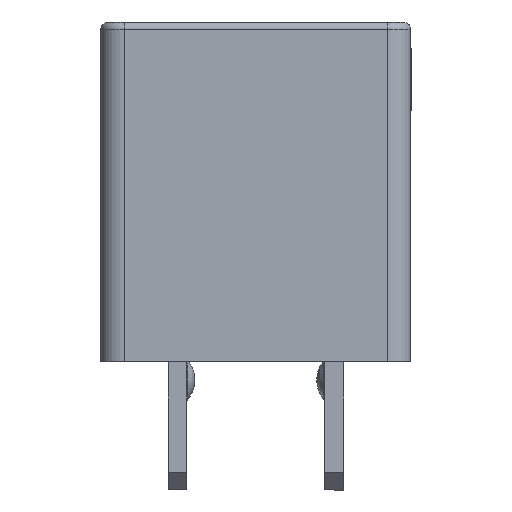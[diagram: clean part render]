
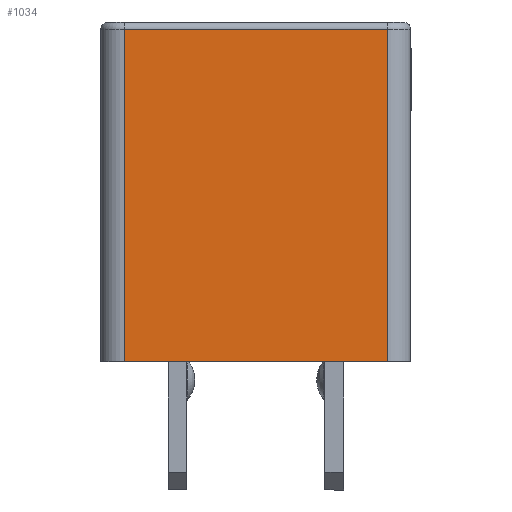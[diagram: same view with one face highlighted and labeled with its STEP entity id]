
A CAD part, left-side view. The second image highlights one B-rep face of the part: STEP entity #1034.
In plain terms, the highlighted planar face has unit normal (-1, 0, 0).
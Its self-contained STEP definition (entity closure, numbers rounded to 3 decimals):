
#315 = CARTESIAN_POINT ( 'NONE',  ( -9.498, 2.705, 2.989 ) ) ;
#754 = DIRECTION ( 'NONE',  ( 0., -1., 0. ) ) ;
#1034 = ADVANCED_FACE ( 'NONE', ( #9971 ), #20695, .F. ) ;
#1069 = VECTOR ( 'NONE', #13530, 1000. ) ;
#1424 = EDGE_CURVE ( 'NONE', #6918, #5198, #17527, .T. ) ;
#2137 = CARTESIAN_POINT ( 'NONE',  ( -9.498, -3.01, -4.225 ) ) ;
#2156 = CARTESIAN_POINT ( 'NONE',  ( -9.498, 2.705, -4.225 ) ) ;
#2821 = CARTESIAN_POINT ( 'NONE',  ( -9.498, 2.705, 2.989 ) ) ;
#2966 = DIRECTION ( 'NONE',  ( 0., 0., -1. ) ) ;
#3338 = CARTESIAN_POINT ( 'NONE',  ( -9.498, 2.705, -4.225 ) ) ;
#4372 = DIRECTION ( 'NONE',  ( 1., 0., 0. ) ) ;
#4483 = CARTESIAN_POINT ( 'NONE',  ( -9.498, 2.705, 3.141 ) ) ;
#4519 = EDGE_LOOP ( 'NONE', ( #6497, #16950, #7828, #18122 ) ) ;
#4767 = LINE ( 'NONE', #19138, #22417 ) ;
#5198 = VERTEX_POINT ( 'NONE', #3338 ) ;
#6075 = EDGE_CURVE ( 'NONE', #13164, #21490, #4767, .T. ) ;
#6497 = ORIENTED_EDGE ( 'NONE', *, *, #6075, .F. ) ;
#6918 = VERTEX_POINT ( 'NONE', #315 ) ;
#7828 = ORIENTED_EDGE ( 'NONE', *, *, #1424, .T. ) ;
#8084 = DIRECTION ( 'NONE',  ( 0., 0., 1. ) ) ;
#8100 = LINE ( 'NONE', #2821, #16048 ) ;
#9530 = EDGE_CURVE ( 'NONE', #5198, #21490, #18655, .T. ) ;
#9627 = CARTESIAN_POINT ( 'NONE',  ( -9.498, -3.01, 2.989 ) ) ;
#9971 = FACE_OUTER_BOUND ( 'NONE', #4519, .T. ) ;
#11999 = CARTESIAN_POINT ( 'NONE',  ( -9.498, 2.705, 3.141 ) ) ;
#12389 = EDGE_CURVE ( 'NONE', #13164, #6918, #8100, .T. ) ;
#13164 = VERTEX_POINT ( 'NONE', #9627 ) ;
#13530 = DIRECTION ( 'NONE',  ( 0., 0., -1. ) ) ;
#13541 = VECTOR ( 'NONE', #754, 1000. ) ;
#13873 = DIRECTION ( 'NONE',  ( 0., 1., 0. ) ) ;
#16048 = VECTOR ( 'NONE', #13873, 1000. ) ;
#16093 = AXIS2_PLACEMENT_3D ( 'NONE', #4483, #4372, #8084 ) ;
#16950 = ORIENTED_EDGE ( 'NONE', *, *, #12389, .T. ) ;
#17527 = LINE ( 'NONE', #11999, #1069 ) ;
#18122 = ORIENTED_EDGE ( 'NONE', *, *, #9530, .T. ) ;
#18655 = LINE ( 'NONE', #2156, #13541 ) ;
#19138 = CARTESIAN_POINT ( 'NONE',  ( -9.498, -3.01, 3.141 ) ) ;
#20695 = PLANE ( 'NONE',  #16093 ) ;
#21490 = VERTEX_POINT ( 'NONE', #2137 ) ;
#22417 = VECTOR ( 'NONE', #2966, 1000. ) ;
